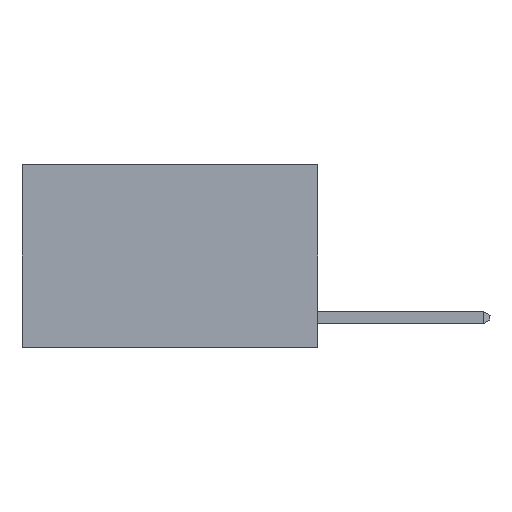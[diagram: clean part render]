
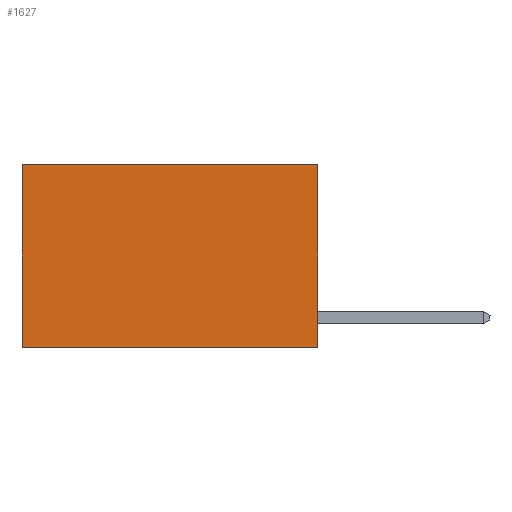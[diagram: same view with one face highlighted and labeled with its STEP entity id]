
A CAD part, left-side view. The second image highlights one B-rep face of the part: STEP entity #1627.
In plain terms, the highlighted planar face has unit normal (-1, 0, 0).
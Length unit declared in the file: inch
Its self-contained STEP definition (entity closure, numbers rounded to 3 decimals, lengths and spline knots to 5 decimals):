
#928 = CARTESIAN_POINT ( 'NONE',  ( 0.2625, 0., 0. ) ) ;
#1248 = LINE ( 'NONE', #928, #12487 ) ;
#1341 = DIRECTION ( 'NONE',  ( 0., 1., 0. ) ) ;
#1531 = EDGE_CURVE ( 'NONE', #10224, #14062, #5726, .T. ) ;
#1627 = ADVANCED_FACE ( 'NONE', ( #16031 ), #8120, .F. ) ;
#1831 = VERTEX_POINT ( 'NONE', #2710 ) ;
#2710 = CARTESIAN_POINT ( 'NONE',  ( 0.2625, 0.6, -0.37 ) ) ;
#3604 = VECTOR ( 'NONE', #1341, 39.37008 ) ;
#3631 = ORIENTED_EDGE ( 'NONE', *, *, #7157, .F. ) ;
#3699 = DIRECTION ( 'NONE',  ( 0., 1., 0. ) ) ;
#4618 = LINE ( 'NONE', #8830, #12882 ) ;
#4791 = EDGE_CURVE ( 'NONE', #17559, #1831, #4618, .T. ) ;
#5273 = VECTOR ( 'NONE', #15866, 39.37008 ) ;
#5726 = LINE ( 'NONE', #12920, #5273 ) ;
#6823 = LINE ( 'NONE', #7142, #3604 ) ;
#6967 = AXIS2_PLACEMENT_3D ( 'NONE', #11058, #11132, #14307 ) ;
#7142 = CARTESIAN_POINT ( 'NONE',  ( 0.2625, 0., -0.37 ) ) ;
#7157 = EDGE_CURVE ( 'NONE', #14062, #1831, #6823, .T. ) ;
#7875 = CARTESIAN_POINT ( 'NONE',  ( 0.2625, 0.6, 0. ) ) ;
#8120 = PLANE ( 'NONE',  #6967 ) ;
#8388 = CARTESIAN_POINT ( 'NONE',  ( 0.2625, 0., 0. ) ) ;
#8830 = CARTESIAN_POINT ( 'NONE',  ( 0.2625, 0.6, 0. ) ) ;
#10224 = VERTEX_POINT ( 'NONE', #8388 ) ;
#10299 = DIRECTION ( 'NONE',  ( 0., 0., -1. ) ) ;
#11058 = CARTESIAN_POINT ( 'NONE',  ( 0.2625, 0., 0. ) ) ;
#11132 = DIRECTION ( 'NONE',  ( 1., 0., 0. ) ) ;
#12283 = ORIENTED_EDGE ( 'NONE', *, *, #4791, .T. ) ;
#12487 = VECTOR ( 'NONE', #3699, 39.37008 ) ;
#12882 = VECTOR ( 'NONE', #10299, 39.37008 ) ;
#12920 = CARTESIAN_POINT ( 'NONE',  ( 0.2625, 0., 0. ) ) ;
#14062 = VERTEX_POINT ( 'NONE', #15103 ) ;
#14307 = DIRECTION ( 'NONE',  ( 0., 0., -1. ) ) ;
#14541 = EDGE_LOOP ( 'NONE', ( #12283, #3631, #16594, #15638 ) ) ;
#15103 = CARTESIAN_POINT ( 'NONE',  ( 0.2625, 0., -0.37 ) ) ;
#15638 = ORIENTED_EDGE ( 'NONE', *, *, #16694, .T. ) ;
#15866 = DIRECTION ( 'NONE',  ( 0., 0., -1. ) ) ;
#16031 = FACE_OUTER_BOUND ( 'NONE', #14541, .T. ) ;
#16594 = ORIENTED_EDGE ( 'NONE', *, *, #1531, .F. ) ;
#16694 = EDGE_CURVE ( 'NONE', #10224, #17559, #1248, .T. ) ;
#17559 = VERTEX_POINT ( 'NONE', #7875 ) ;
